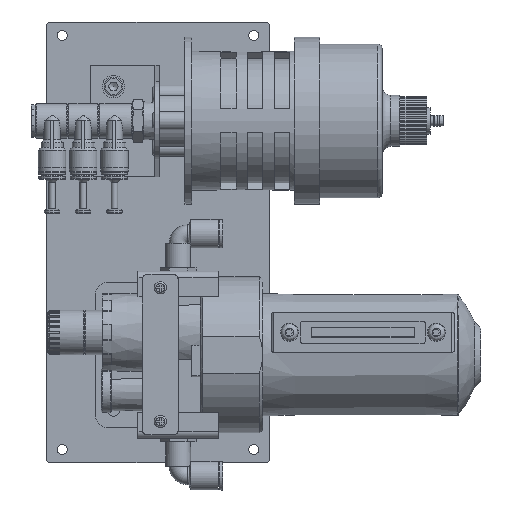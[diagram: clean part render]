
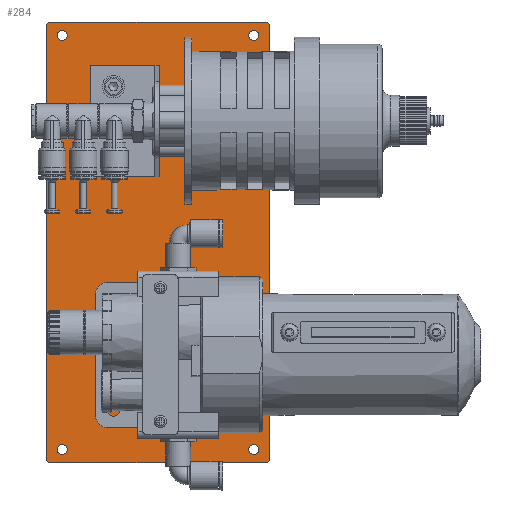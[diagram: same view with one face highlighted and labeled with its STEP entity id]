
A CAD part, top view. The second image highlights one B-rep face of the part: STEP entity #284.
In plain terms, the highlighted planar face has unit normal (0, 0, 1).
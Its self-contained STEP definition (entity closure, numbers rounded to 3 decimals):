
#75=CARTESIAN_POINT('',(89.854,186.556,-0.298));
#76=VERTEX_POINT('',#75);
#77=CARTESIAN_POINT('',(90.854,185.556,-0.298));
#78=VERTEX_POINT('',#77);
#79=CARTESIAN_POINT('',(89.854,186.556,-0.298));
#80=DIRECTION('',(0.707,-0.707,0.0));
#81=VECTOR('',#80,1.414);
#82=LINE('',#79,#81);
#83=EDGE_CURVE('',#76,#78,#82,.T.);
#116=CARTESIAN_POINT('',(90.854,-10.444,-0.298));
#117=VERTEX_POINT('',#116);
#118=CARTESIAN_POINT('',(90.854,185.556,-0.298));
#119=DIRECTION('',(0.0,-1.0,0.0));
#120=VECTOR('',#119,196.);
#121=LINE('',#118,#120);
#122=EDGE_CURVE('',#78,#117,#121,.T.);
#141=CARTESIAN_POINT('',(40.854,87.556,-0.298));
#142=DIRECTION('',(0.0,0.0,1.0));
#143=DIRECTION('',(1.0,0.0,0.0));
#144=AXIS2_PLACEMENT_3D('',#141,#142,#143);
#145=PLANE('',#144);
#146=ORIENTED_EDGE('',*,*,#83,.F.);
#147=CARTESIAN_POINT('',(-8.146,186.556,-0.298));
#148=VERTEX_POINT('',#147);
#149=CARTESIAN_POINT('',(-8.146,186.556,-0.298));
#150=DIRECTION('',(1.0,0.0,0.0));
#151=VECTOR('',#150,98.);
#152=LINE('',#149,#151);
#153=EDGE_CURVE('',#148,#76,#152,.T.);
#154=ORIENTED_EDGE('',*,*,#153,.F.);
#155=CARTESIAN_POINT('',(-9.146,185.556,-0.298));
#156=VERTEX_POINT('',#155);
#157=CARTESIAN_POINT('',(-9.146,185.556,-0.298));
#158=DIRECTION('',(0.707,0.707,0.0));
#159=VECTOR('',#158,1.414);
#160=LINE('',#157,#159);
#161=EDGE_CURVE('',#156,#148,#160,.T.);
#162=ORIENTED_EDGE('',*,*,#161,.F.);
#163=CARTESIAN_POINT('',(-9.146,-10.444,-0.298));
#164=VERTEX_POINT('',#163);
#165=CARTESIAN_POINT('',(-9.146,-10.444,-0.298));
#166=DIRECTION('',(0.0,1.0,0.0));
#167=VECTOR('',#166,196.);
#168=LINE('',#165,#167);
#169=EDGE_CURVE('',#164,#156,#168,.T.);
#170=ORIENTED_EDGE('',*,*,#169,.F.);
#171=CARTESIAN_POINT('',(-8.146,-11.444,-0.298));
#172=VERTEX_POINT('',#171);
#173=CARTESIAN_POINT('',(-8.146,-11.444,-0.298));
#174=DIRECTION('',(-0.707,0.707,0.0));
#175=VECTOR('',#174,1.414);
#176=LINE('',#173,#175);
#177=EDGE_CURVE('',#172,#164,#176,.T.);
#178=ORIENTED_EDGE('',*,*,#177,.F.);
#179=CARTESIAN_POINT('',(89.854,-11.444,-0.298));
#180=VERTEX_POINT('',#179);
#181=CARTESIAN_POINT('',(89.854,-11.444,-0.298));
#182=DIRECTION('',(-1.0,0.0,0.0));
#183=VECTOR('',#182,98.);
#184=LINE('',#181,#183);
#185=EDGE_CURVE('',#180,#172,#184,.T.);
#186=ORIENTED_EDGE('',*,*,#185,.F.);
#187=CARTESIAN_POINT('',(90.854,-10.444,-0.298));
#188=DIRECTION('',(-0.707,-0.707,0.0));
#189=VECTOR('',#188,1.414);
#190=LINE('',#187,#189);
#191=EDGE_CURVE('',#117,#180,#190,.T.);
#192=ORIENTED_EDGE('',*,*,#191,.F.);
#193=ORIENTED_EDGE('',*,*,#122,.F.);
#194=EDGE_LOOP('',(#146,#154,#162,#170,#178,#186,#192,#193));
#195=FACE_OUTER_BOUND('',#194,.T.);
#196=CARTESIAN_POINT('',(86.104,180.556,-0.298));
#197=VERTEX_POINT('',#196);
#198=CARTESIAN_POINT('',(83.854,180.556,-0.298));
#199=DIRECTION('',(0.0,0.0,-1.0));
#200=DIRECTION('',(1.0,0.0,0.0));
#201=AXIS2_PLACEMENT_3D('',#198,#199,#200);
#202=CIRCLE('',#201,2.25);
#203=EDGE_CURVE('',#197,#197,#202,.T.);
#204=ORIENTED_EDGE('',*,*,#203,.T.);
#205=EDGE_LOOP('',(#204));
#206=FACE_BOUND('',#205,.T.);
#207=CARTESIAN_POINT('',(0.104,180.556,-0.298));
#208=VERTEX_POINT('',#207);
#209=CARTESIAN_POINT('',(-2.146,180.556,-0.298));
#210=DIRECTION('',(0.0,0.0,-1.0));
#211=DIRECTION('',(1.0,0.0,0.0));
#212=AXIS2_PLACEMENT_3D('',#209,#210,#211);
#213=CIRCLE('',#212,2.25);
#214=EDGE_CURVE('',#208,#208,#213,.T.);
#215=ORIENTED_EDGE('',*,*,#214,.T.);
#216=EDGE_LOOP('',(#215));
#217=FACE_BOUND('',#216,.T.);
#218=CARTESIAN_POINT('',(0.104,-5.444,-0.298));
#219=VERTEX_POINT('',#218);
#220=CARTESIAN_POINT('',(-2.146,-5.444,-0.298));
#221=DIRECTION('',(0.0,0.0,-1.0));
#222=DIRECTION('',(1.0,0.0,0.0));
#223=AXIS2_PLACEMENT_3D('',#220,#221,#222);
#224=CIRCLE('',#223,2.25);
#225=EDGE_CURVE('',#219,#219,#224,.T.);
#226=ORIENTED_EDGE('',*,*,#225,.T.);
#227=EDGE_LOOP('',(#226));
#228=FACE_BOUND('',#227,.T.);
#229=CARTESIAN_POINT('',(86.104,-5.444,-0.298));
#230=VERTEX_POINT('',#229);
#231=CARTESIAN_POINT('',(83.854,-5.444,-0.298));
#232=DIRECTION('',(0.0,0.0,-1.0));
#233=DIRECTION('',(1.0,0.0,0.0));
#234=AXIS2_PLACEMENT_3D('',#231,#232,#233);
#235=CIRCLE('',#234,2.25);
#236=EDGE_CURVE('',#230,#230,#235,.T.);
#237=ORIENTED_EDGE('',*,*,#236,.T.);
#238=EDGE_LOOP('',(#237));
#239=FACE_BOUND('',#238,.T.);
#240=CARTESIAN_POINT('',(24.104,157.556,-0.298));
#241=VERTEX_POINT('',#240);
#242=CARTESIAN_POINT('',(20.854,157.556,-0.298));
#243=DIRECTION('',(0.0,0.0,-1.0));
#244=DIRECTION('',(1.0,0.0,0.0));
#245=AXIS2_PLACEMENT_3D('',#242,#243,#244);
#246=CIRCLE('',#245,3.25);
#247=EDGE_CURVE('',#241,#241,#246,.T.);
#248=ORIENTED_EDGE('',*,*,#247,.T.);
#249=EDGE_LOOP('',(#248));
#250=FACE_BOUND('',#249,.T.);
#251=CARTESIAN_POINT('',(24.104,126.556,-0.298));
#252=VERTEX_POINT('',#251);
#253=CARTESIAN_POINT('',(20.854,126.556,-0.298));
#254=DIRECTION('',(0.0,0.0,-1.0));
#255=DIRECTION('',(1.0,0.0,0.0));
#256=AXIS2_PLACEMENT_3D('',#253,#254,#255);
#257=CIRCLE('',#256,3.25);
#258=EDGE_CURVE('',#252,#252,#257,.T.);
#259=ORIENTED_EDGE('',*,*,#258,.T.);
#260=EDGE_LOOP('',(#259));
#261=FACE_BOUND('',#260,.T.);
#262=CARTESIAN_POINT('',(24.104,57.556,-0.298));
#263=VERTEX_POINT('',#262);
#264=CARTESIAN_POINT('',(20.854,57.556,-0.298));
#265=DIRECTION('',(0.0,0.0,-1.0));
#266=DIRECTION('',(1.0,0.0,0.0));
#267=AXIS2_PLACEMENT_3D('',#264,#265,#266);
#268=CIRCLE('',#267,3.25);
#269=EDGE_CURVE('',#263,#263,#268,.T.);
#270=ORIENTED_EDGE('',*,*,#269,.T.);
#271=EDGE_LOOP('',(#270));
#272=FACE_BOUND('',#271,.T.);
#273=CARTESIAN_POINT('',(24.104,17.556,-0.298));
#274=VERTEX_POINT('',#273);
#275=CARTESIAN_POINT('',(20.854,17.556,-0.298));
#276=DIRECTION('',(0.0,0.0,-1.0));
#277=DIRECTION('',(1.0,0.0,0.0));
#278=AXIS2_PLACEMENT_3D('',#275,#276,#277);
#279=CIRCLE('',#278,3.25);
#280=EDGE_CURVE('',#274,#274,#279,.T.);
#281=ORIENTED_EDGE('',*,*,#280,.T.);
#282=EDGE_LOOP('',(#281));
#283=FACE_BOUND('',#282,.T.);
#284=ADVANCED_FACE('',(#195,#206,#217,#228,#239,#250,#261,#272,#283),#145,.T.);
